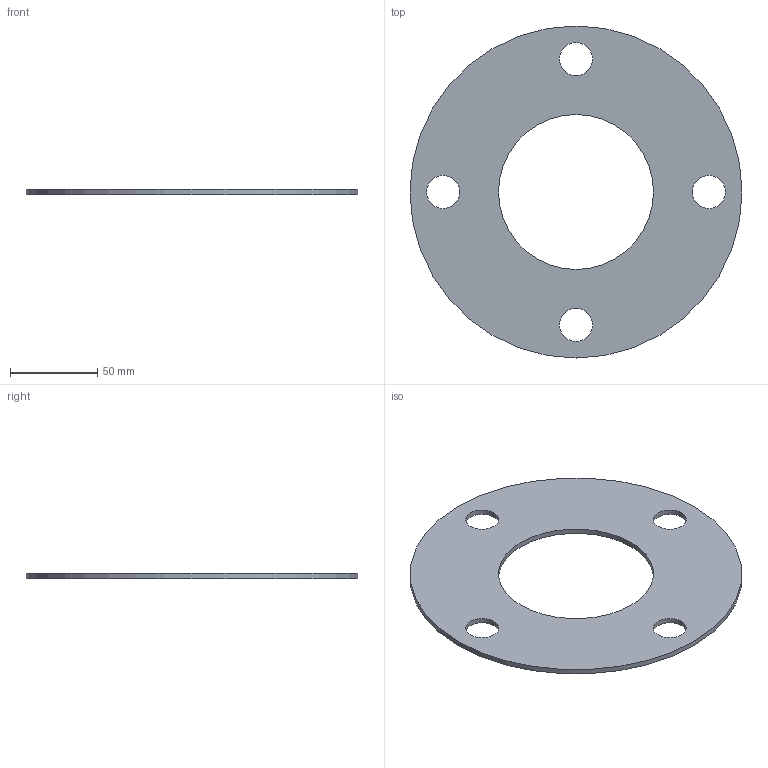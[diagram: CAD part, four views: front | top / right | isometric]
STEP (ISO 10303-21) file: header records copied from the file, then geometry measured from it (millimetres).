
FILE_DESCRIPTION(/* description */ ('ANSI FLANGE GASKET'),/* implementation_level */ '2;1');
FILE_NAME(/* name */ 'AF300G.stp',/* time_stamp */ '2013-11-20T09:14:34-05:00',/* author */ ('mclevenger'),/* organization */ (''),/* preprocessor_version */ 'ST-DEVELOPER v15.2',/* originating_system */ 'Autodesk Inventor 2014',/* authorisation */ '');
FILE_SCHEMA (('AUTOMOTIVE_DESIGN { 1 0 10303 214 3 1 1 }'));
Length unit declared in the file: inch
Products named in the file (1): AF300G
Bounding box: 190.5 x 190.5 x 3 mm (x, y, z)
Volume: 63405.9 mm3; surface area: 45658.4 mm2
Topology: 1 solids, 1 shells, 8 faces, 18 edges, 12 vertices
Faces by surface type: cylinder 6, plane 2
Full cylindrical faces by diameter (mm): 19.05 x4, 88.9 x1, 190.5 x1
Entity records: 247 total; most frequent: DIRECTION 42, CARTESIAN_POINT 33, EDGE_LOOP 24, ORIENTED_EDGE 24, AXIS2_PLACEMENT_3D 21, FACE_BOUND 18, CIRCLE 12, VERTEX_POINT 12
